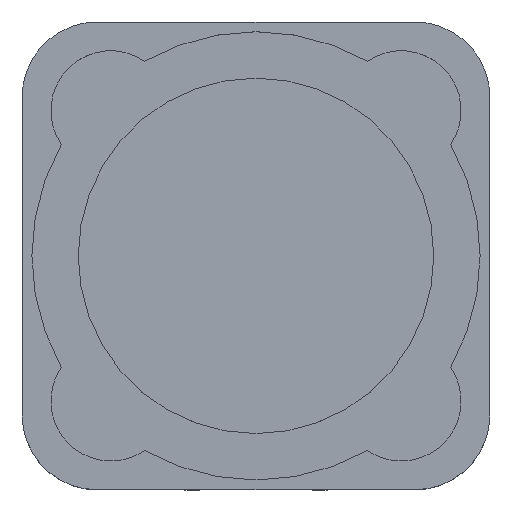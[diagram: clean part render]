
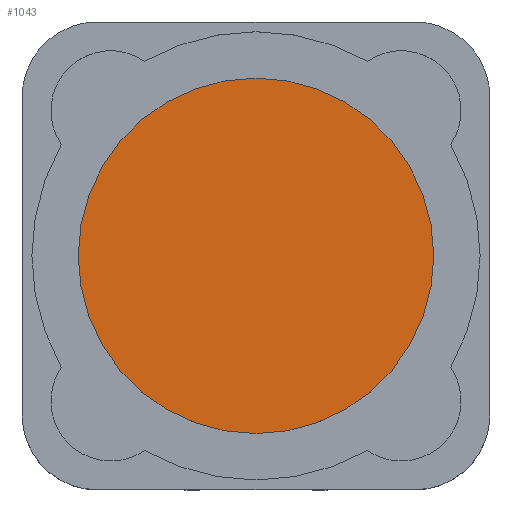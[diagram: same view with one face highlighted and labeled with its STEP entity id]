
A CAD part, top view. The second image highlights one B-rep face of the part: STEP entity #1043.
In plain terms, the highlighted planar face has unit normal (0, 0, 1).
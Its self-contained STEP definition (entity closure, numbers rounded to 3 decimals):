
#33 = VERTEX_POINT('',#34);
#34 = CARTESIAN_POINT('',(0.,4.75,4.5));
#40 = EDGE_CURVE('',#41,#33,#43,.T.);
#41 = VERTEX_POINT('',#42);
#42 = CARTESIAN_POINT('',(0.,-4.75,4.5));
#43 = CIRCLE('',#44,4.75);
#44 = AXIS2_PLACEMENT_3D('',#45,#46,#47);
#45 = CARTESIAN_POINT('',(0.,0.,4.5)
  );
#46 = DIRECTION('',(0.,0.,1.));
#47 = DIRECTION('',(0.,-1.,0.));
#1009 = EDGE_CURVE('',#33,#41,#1010,.T.);
#1010 = CIRCLE('',#1011,4.75);
#1011 = AXIS2_PLACEMENT_3D('',#1012,#1013,#1014);
#1012 = CARTESIAN_POINT('',(0.,0.,
    4.5));
#1013 = DIRECTION('',(0.,0.,1.));
#1014 = DIRECTION('',(0.,-1.,0.));
#1043 = ADVANCED_FACE('',(#1044),#1048,.T.);
#1044 = FACE_BOUND('',#1045,.T.);
#1045 = EDGE_LOOP('',(#1046,#1047));
#1046 = ORIENTED_EDGE('',*,*,#40,.T.);
#1047 = ORIENTED_EDGE('',*,*,#1009,.T.);
#1048 = PLANE('',#1049);
#1049 = AXIS2_PLACEMENT_3D('',#1050,#1051,#1052);
#1050 = CARTESIAN_POINT('',(0.,0.,
    4.5));
#1051 = DIRECTION('',(0.,0.,1.));
#1052 = DIRECTION('',(0.,-1.,0.));
